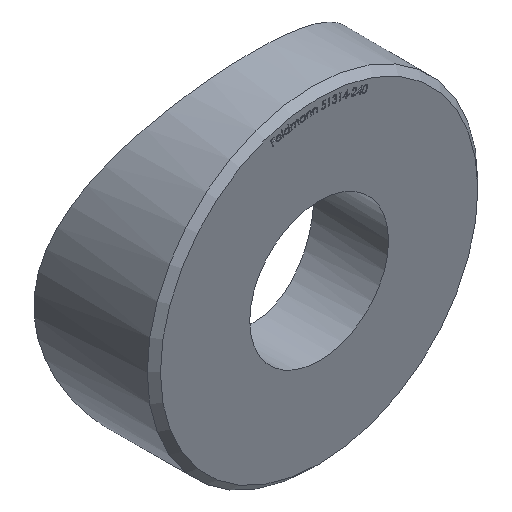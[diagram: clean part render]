
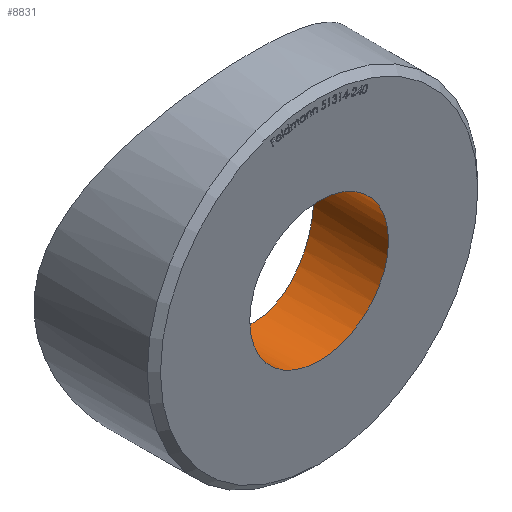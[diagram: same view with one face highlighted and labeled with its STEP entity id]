
A CAD part, isometric view. The second image highlights one B-rep face of the part: STEP entity #8831.
In plain terms, the highlighted cylindrical face has radius 5.25 mm (diameter 10.5 mm), a full revolution.
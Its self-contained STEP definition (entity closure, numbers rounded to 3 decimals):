
#222 = CARTESIAN_POINT ( 'NONE',  ( 1.856, 5.081, -4.914 ) ) ;
#258 = CARTESIAN_POINT ( 'NONE',  ( 5.25, 5.66, -0.347 ) ) ;
#332 = CARTESIAN_POINT ( 'NONE',  ( 0.348, 5., -5.25 ) ) ;
#372 = CARTESIAN_POINT ( 'NONE',  ( 5.216, 5.652, 0.69 ) ) ;
#412 = CARTESIAN_POINT ( 'NONE',  ( -4.557, 5.495, -2.63 ) ) ;
#447 = CARTESIAN_POINT ( 'NONE',  ( -2.335, 5.127, -4.715 ) ) ;
#491 = CARTESIAN_POINT ( 'NONE',  ( -4.175, 5.414, -3.202 ) ) ;
#777 = CARTESIAN_POINT ( 'NONE',  ( 0., 5., -5.25 ) ) ;
#900 = EDGE_CURVE ( 'NONE', #5551, #5551, #4576, .T. ) ;
#931 = EDGE_LOOP ( 'NONE', ( #3214 ) ) ;
#1051 = CARTESIAN_POINT ( 'NONE',  ( 1.195, 5.033, -5.115 ) ) ;
#1089 = CARTESIAN_POINT ( 'NONE',  ( 4.914, 5.577, -1.857 ) ) ;
#1238 = CARTESIAN_POINT ( 'NONE',  ( -3.952, 5.37, 3.473 ) ) ;
#1274 = CARTESIAN_POINT ( 'NONE',  ( -3.467, 5.284, 3.957 ) ) ;
#1312 = CARTESIAN_POINT ( 'NONE',  ( -4.714, 5.53, 2.337 ) ) ;
#1355 = CARTESIAN_POINT ( 'NONE',  ( 4.709, 5.529, 2.327 ) ) ;
#1395 = CARTESIAN_POINT ( 'NONE',  ( 4.982, 5.593, 1.692 ) ) ;
#1568 = DIRECTION ( 'NONE',  ( 0., -1., 0. ) ) ;
#1950 = CARTESIAN_POINT ( 'NONE',  ( 1.362, 5.043, -5.073 ) ) ;
#2032 = CARTESIAN_POINT ( 'NONE',  ( 4.171, 5.413, -3.207 ) ) ;
#2146 = CARTESIAN_POINT ( 'NONE',  ( 2.639, 5.163, 4.552 ) ) ;
#2147 = AXIS2_PLACEMENT_3D ( 'NONE', #4929, #4851, #5832 ) ;
#2183 = CARTESIAN_POINT ( 'NONE',  ( 0.69, 5.011, 5.207 ) ) ;
#2223 = CARTESIAN_POINT ( 'NONE',  ( -5.181, 5.643, 0.864 ) ) ;
#2258 = CARTESIAN_POINT ( 'NONE',  ( -3.204, 5.242, 4.173 ) ) ;
#2297 = CARTESIAN_POINT ( 'NONE',  ( -0.692, 5.009, -5.216 ) ) ;
#2835 = CARTESIAN_POINT ( 'NONE',  ( 1.692, 5.067, -4.973 ) ) ;
#3037 = CARTESIAN_POINT ( 'NONE',  ( 0.174, 5., 5.25 ) ) ;
#3078 = CARTESIAN_POINT ( 'NONE',  ( 4.459, 5.474, 2.777 ) ) ;
#3120 = CARTESIAN_POINT ( 'NONE',  ( 3.956, 5.371, 3.469 ) ) ;
#3160 = CARTESIAN_POINT ( 'NONE',  ( 3.47, 5.284, 3.955 ) ) ;
#3214 = ORIENTED_EDGE ( 'NONE', *, *, #4941, .T. ) ;
#3228 = CIRCLE ( 'NONE', #6850, 5.25 ) ;
#3447 = VERTEX_POINT ( 'NONE', #4456 ) ;
#3494 = CARTESIAN_POINT ( 'NONE',  ( 0., 0., 0. ) ) ;
#3749 = CARTESIAN_POINT ( 'NONE',  ( 3.472, 5.285, -3.953 ) ) ;
#3826 = CARTESIAN_POINT ( 'NONE',  ( 4.555, 5.494, -2.634 ) ) ;
#3984 = CARTESIAN_POINT ( 'NONE',  ( -4.173, 5.414, 3.205 ) ) ;
#4024 = CARTESIAN_POINT ( 'NONE',  ( -5.25, 5.66, 0.176 ) ) ;
#4059 = CARTESIAN_POINT ( 'NONE',  ( -1.368, 5.041, -5.08 ) ) ;
#4456 = CARTESIAN_POINT ( 'NONE',  ( 0., 0., -5.25 ) ) ;
#4576 = B_SPLINE_CURVE_WITH_KNOTS ( 'NONE', 3,
 ( #4710, #332, #8311, #1051, #1950, #2835, #222, #8268, #6442, #10888, #3749, #10003, #2032, #3826, #5537, #1089, #10044, #10079, #10967, #5612, #258, #11204, #372, #7558, #1395, #6720, #1355, #4857, #3078, #11164, #3120, #3160, #10330, #2146, #6681, #8424, #4937, #8585, #2183, #9462, #3037, #11079, #5723, #5839, #6597, #4817, #5800, #2258, #1274, #1238, #3984, #9388, #1312, #9349, #10225, #2223, #7604, #11123, #4024, #8463, #8544, #10300, #5763, #8501, #412, #491, #6755, #5885, #7676, #10261, #447, #6639, #4059, #2297, #7639, #4896 ),
 .UNSPECIFIED., .T., .F.,
 ( 4, 2, 2, 2, 2, 2, 2, 2, 2, 2, 2, 2, 2, 2, 2, 2, 2, 2, 2, 2, 2, 2, 2, 2, 2, 2, 2, 2, 2, 2, 2, 2, 2, 2, 2, 2, 2, 4 ),
 ( 0., 0.001, 0.002, 0.002, 0.003, 0.004, 0.005, 0.006, 0.007, 0.007, 0.008, 0.009, 0.01, 0.011, 0.011, 0.012, 0.013, 0.014, 0.015, 0.016, 0.016, 0.018, 0.019, 0.02, 0.021, 0.022, 0.023, 0.024, 0.024, 0.025, 0.026, 0.027, 0.028, 0.029, 0.03, 0.031, 0.032, 0.033 ),
 .UNSPECIFIED. ) ;
#4710 = CARTESIAN_POINT ( 'NONE',  ( 0., 5., -5.25 ) ) ;
#4817 = CARTESIAN_POINT ( 'NONE',  ( -2.327, 5.126, 4.719 ) ) ;
#4851 = DIRECTION ( 'NONE',  ( 0., -1., 0. ) ) ;
#4857 = CARTESIAN_POINT ( 'NONE',  ( 4.547, 5.493, 2.63 ) ) ;
#4896 = CARTESIAN_POINT ( 'NONE',  ( 0., 5., -5.25 ) ) ;
#4929 = CARTESIAN_POINT ( 'NONE',  ( 0., 9.934, 0. ) ) ;
#4937 = CARTESIAN_POINT ( 'NONE',  ( 1.37, 5.042, 5.08 ) ) ;
#4941 = EDGE_CURVE ( 'NONE', #3447, #3447, #3228, .T. ) ;
#5402 = CYLINDRICAL_SURFACE ( 'NONE', #2147, 5.25 ) ;
#5537 = CARTESIAN_POINT ( 'NONE',  ( 4.717, 5.531, -2.33 ) ) ;
#5551 = VERTEX_POINT ( 'NONE', #777 ) ;
#5612 = CARTESIAN_POINT ( 'NONE',  ( 5.216, 5.652, -0.689 ) ) ;
#5723 = CARTESIAN_POINT ( 'NONE',  ( -0.683, 5.008, 5.217 ) ) ;
#5763 = CARTESIAN_POINT ( 'NONE',  ( -4.981, 5.593, -1.695 ) ) ;
#5800 = CARTESIAN_POINT ( 'NONE',  ( -2.634, 5.162, 4.554 ) ) ;
#5832 = DIRECTION ( 'NONE',  ( 0., 0., -1. ) ) ;
#5839 = CARTESIAN_POINT ( 'NONE',  ( -1.366, 5.041, 5.081 ) ) ;
#5885 = CARTESIAN_POINT ( 'NONE',  ( -3.474, 5.285, -3.951 ) ) ;
#6195 = DIRECTION ( 'NONE',  ( 0., 0., -1. ) ) ;
#6442 = CARTESIAN_POINT ( 'NONE',  ( 2.634, 5.162, -4.555 ) ) ;
#6597 = CARTESIAN_POINT ( 'NONE',  ( -1.694, 5.065, 4.981 ) ) ;
#6639 = CARTESIAN_POINT ( 'NONE',  ( -1.703, 5.066, -4.978 ) ) ;
#6681 = CARTESIAN_POINT ( 'NONE',  ( 2.331, 5.126, 4.717 ) ) ;
#6720 = CARTESIAN_POINT ( 'NONE',  ( 4.784, 5.547, 2.17 ) ) ;
#6755 = CARTESIAN_POINT ( 'NONE',  ( -3.956, 5.371, -3.469 ) ) ;
#6850 = AXIS2_PLACEMENT_3D ( 'NONE', #3494, #1568, #6195 ) ;
#7104 = FACE_OUTER_BOUND ( 'NONE', #7757, .T. ) ;
#7239 = FACE_OUTER_BOUND ( 'NONE', #931, .T. ) ;
#7454 = ORIENTED_EDGE ( 'NONE', *, *, #900, .F. ) ;
#7558 = CARTESIAN_POINT ( 'NONE',  ( 5.081, 5.618, 1.364 ) ) ;
#7604 = CARTESIAN_POINT ( 'NONE',  ( -5.207, 5.649, 0.694 ) ) ;
#7639 = CARTESIAN_POINT ( 'NONE',  ( -0.348, 5., -5.25 ) ) ;
#7676 = CARTESIAN_POINT ( 'NONE',  ( -3.208, 5.242, -4.17 ) ) ;
#7757 = EDGE_LOOP ( 'NONE', ( #7454 ) ) ;
#8268 = CARTESIAN_POINT ( 'NONE',  ( 2.333, 5.126, -4.716 ) ) ;
#8311 = CARTESIAN_POINT ( 'NONE',  ( 0.691, 5.009, -5.216 ) ) ;
#8424 = CARTESIAN_POINT ( 'NONE',  ( 1.697, 5.066, 4.98 ) ) ;
#8463 = CARTESIAN_POINT ( 'NONE',  ( -5.25, 5.66, -0.344 ) ) ;
#8501 = CARTESIAN_POINT ( 'NONE',  ( -4.718, 5.531, -2.328 ) ) ;
#8544 = CARTESIAN_POINT ( 'NONE',  ( -5.216, 5.652, -0.685 ) ) ;
#8585 = CARTESIAN_POINT ( 'NONE',  ( 0.863, 5.017, 5.181 ) ) ;
#8831 = ADVANCED_FACE ( 'NONE', ( #7239, #7104 ), #5402, .F. ) ;
#9349 = CARTESIAN_POINT ( 'NONE',  ( -4.98, 5.593, 1.698 ) ) ;
#9388 = CARTESIAN_POINT ( 'NONE',  ( -4.552, 5.494, 2.637 ) ) ;
#9462 = CARTESIAN_POINT ( 'NONE',  ( 0.346, 5.002, 5.241 ) ) ;
#10003 = CARTESIAN_POINT ( 'NONE',  ( 3.954, 5.371, -3.47 ) ) ;
#10044 = CARTESIAN_POINT ( 'NONE',  ( 4.972, 5.591, -1.696 ) ) ;
#10079 = CARTESIAN_POINT ( 'NONE',  ( 5.072, 5.616, -1.367 ) ) ;
#10225 = CARTESIAN_POINT ( 'NONE',  ( -5.08, 5.618, 1.368 ) ) ;
#10261 = CARTESIAN_POINT ( 'NONE',  ( -2.636, 5.162, -4.553 ) ) ;
#10300 = CARTESIAN_POINT ( 'NONE',  ( -5.083, 5.618, -1.36 ) ) ;
#10330 = CARTESIAN_POINT ( 'NONE',  ( 3.206, 5.242, 4.171 ) ) ;
#10888 = CARTESIAN_POINT ( 'NONE',  ( 3.203, 5.241, -4.174 ) ) ;
#10967 = CARTESIAN_POINT ( 'NONE',  ( 5.115, 5.626, -1.197 ) ) ;
#11079 = CARTESIAN_POINT ( 'NONE',  ( -0.341, 5., 5.25 ) ) ;
#11123 = CARTESIAN_POINT ( 'NONE',  ( -5.241, 5.658, 0.351 ) ) ;
#11164 = CARTESIAN_POINT ( 'NONE',  ( 4.174, 5.414, 3.202 ) ) ;
#11204 = CARTESIAN_POINT ( 'NONE',  ( 5.25, 5.66, 0.341 ) ) ;
